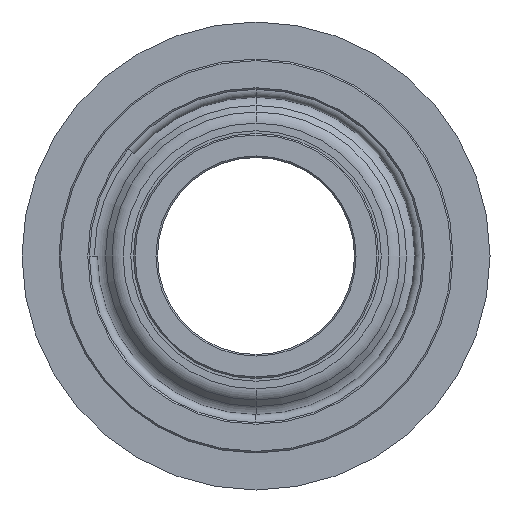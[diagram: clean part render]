
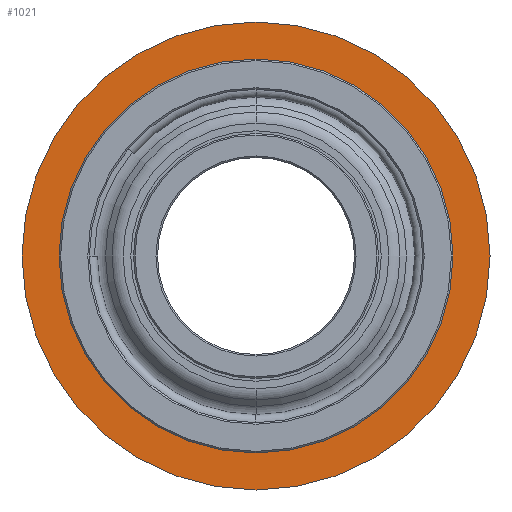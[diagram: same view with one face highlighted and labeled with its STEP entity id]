
A CAD part, front view. The second image highlights one B-rep face of the part: STEP entity #1021.
In plain terms, the highlighted planar face has unit normal (0, -1, 0).
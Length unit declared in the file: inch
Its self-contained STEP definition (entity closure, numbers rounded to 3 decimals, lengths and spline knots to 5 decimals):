
#28 = PLANE ( 'NONE',  #1341 ) ;
#54 = DIRECTION ( 'NONE',  ( 0., 0., 1. ) ) ;
#71 = DIRECTION ( 'NONE',  ( 0., 1., 0. ) ) ;
#91 = EDGE_LOOP ( 'NONE', ( #1576, #710 ) ) ;
#154 = CARTESIAN_POINT ( 'NONE',  ( 0., 0.08, 0. ) ) ;
#163 = CIRCLE ( 'NONE', #890, 0.1485 ) ;
#189 = DIRECTION ( 'NONE',  ( 0., 0., 1. ) ) ;
#191 = CIRCLE ( 'NONE', #1819, 0.1485 ) ;
#318 = EDGE_CURVE ( 'NONE', #979, #1607, #2116, .T. ) ;
#334 = DIRECTION ( 'NONE',  ( 0., 1., 0. ) ) ;
#472 = DIRECTION ( 'NONE',  ( 0., 0., 1. ) ) ;
#557 = AXIS2_PLACEMENT_3D ( 'NONE', #154, #1825, #472 ) ;
#597 = FACE_OUTER_BOUND ( 'NONE', #91, .T. ) ;
#676 = DIRECTION ( 'NONE',  ( 0., 0., 1. ) ) ;
#710 = ORIENTED_EDGE ( 'NONE', *, *, #2133, .F. ) ;
#741 = VERTEX_POINT ( 'NONE', #2187 ) ;
#743 = CARTESIAN_POINT ( 'NONE',  ( 0., 0.08, 0. ) ) ;
#766 = EDGE_CURVE ( 'NONE', #1607, #979, #1199, .T. ) ;
#844 = CARTESIAN_POINT ( 'NONE',  ( 0., 0.08, 0. ) ) ;
#890 = AXIS2_PLACEMENT_3D ( 'NONE', #1380, #1891, #189 ) ;
#950 = ORIENTED_EDGE ( 'NONE', *, *, #766, .T. ) ;
#979 = VERTEX_POINT ( 'NONE', #1533 ) ;
#1021 = ADVANCED_FACE ( 'NONE', ( #597, #1404 ), #28, .F. ) ;
#1027 = EDGE_CURVE ( 'NONE', #741, #1129, #163, .T. ) ;
#1129 = VERTEX_POINT ( 'NONE', #2161 ) ;
#1199 = CIRCLE ( 'NONE', #557, 0.121 ) ;
#1203 = ORIENTED_EDGE ( 'NONE', *, *, #318, .T. ) ;
#1341 = AXIS2_PLACEMENT_3D ( 'NONE', #1558, #1403, #54 ) ;
#1380 = CARTESIAN_POINT ( 'NONE',  ( 0., 0.08, 0. ) ) ;
#1403 = DIRECTION ( 'NONE',  ( 0., 1., 0. ) ) ;
#1404 = FACE_BOUND ( 'NONE', #1808, .T. ) ;
#1533 = CARTESIAN_POINT ( 'NONE',  ( 0., 0.08, 0.121 ) ) ;
#1558 = CARTESIAN_POINT ( 'NONE',  ( 0., 0.08, 0. ) ) ;
#1576 = ORIENTED_EDGE ( 'NONE', *, *, #1027, .F. ) ;
#1607 = VERTEX_POINT ( 'NONE', #1628 ) ;
#1628 = CARTESIAN_POINT ( 'NONE',  ( 0., 0.08, -0.121 ) ) ;
#1758 = AXIS2_PLACEMENT_3D ( 'NONE', #844, #334, #676 ) ;
#1777 = DIRECTION ( 'NONE',  ( 0., 0., 1. ) ) ;
#1808 = EDGE_LOOP ( 'NONE', ( #1203, #950 ) ) ;
#1819 = AXIS2_PLACEMENT_3D ( 'NONE', #743, #71, #1777 ) ;
#1825 = DIRECTION ( 'NONE',  ( 0., 1., 0. ) ) ;
#1891 = DIRECTION ( 'NONE',  ( 0., 1., 0. ) ) ;
#2116 = CIRCLE ( 'NONE', #1758, 0.121 ) ;
#2133 = EDGE_CURVE ( 'NONE', #1129, #741, #191, .T. ) ;
#2161 = CARTESIAN_POINT ( 'NONE',  ( 0., 0.08, 0.1485 ) ) ;
#2187 = CARTESIAN_POINT ( 'NONE',  ( 0., 0.08, -0.1485 ) ) ;
